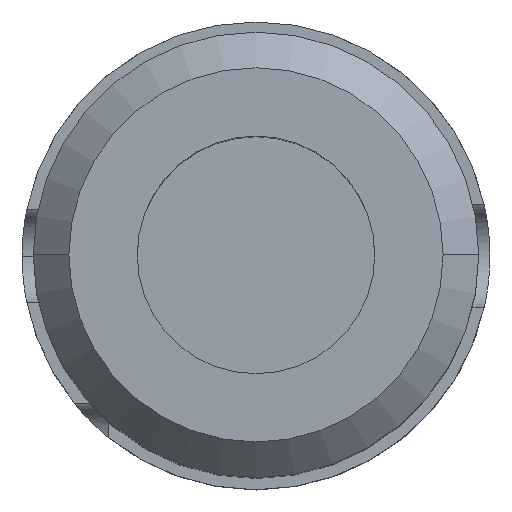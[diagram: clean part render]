
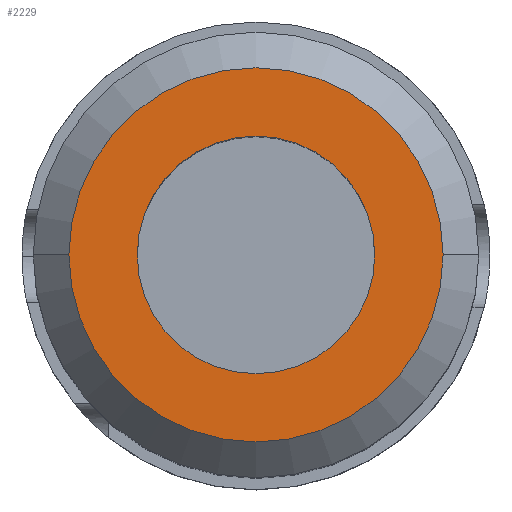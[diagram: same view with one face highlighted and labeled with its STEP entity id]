
A CAD part, top view. The second image highlights one B-rep face of the part: STEP entity #2229.
In plain terms, the highlighted planar face has unit normal (0, 0, 1).
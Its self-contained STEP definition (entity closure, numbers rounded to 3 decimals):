
#403 = DIRECTION ( 'NONE',  ( 0., 0., -1. ) ) ;
#466 = CARTESIAN_POINT ( 'NONE',  ( 0., 40., 152.4 ) ) ;
#592 = DIRECTION ( 'NONE',  ( -1., 0., 0. ) ) ;
#614 = DIRECTION ( 'NONE',  ( 0., 0., -1. ) ) ;
#629 = CIRCLE ( 'NONE', #1188, 25.4 ) ;
#771 = ORIENTED_EDGE ( 'NONE', *, *, #1287, .T. ) ;
#776 = AXIS2_PLACEMENT_3D ( 'NONE', #2757, #403, #592 ) ;
#797 = CARTESIAN_POINT ( 'NONE',  ( 40., 0., 152.4 ) ) ;
#879 = CARTESIAN_POINT ( 'NONE',  ( -40., 0., 152.4 ) ) ;
#1122 = AXIS2_PLACEMENT_3D ( 'NONE', #466, #2598, #1528 ) ;
#1136 = EDGE_CURVE ( 'NONE', #1256, #1932, #629, .T. ) ;
#1150 = CARTESIAN_POINT ( 'NONE',  ( 0., 0., 152.4 ) ) ;
#1175 = ORIENTED_EDGE ( 'NONE', *, *, #1136, .T. ) ;
#1188 = AXIS2_PLACEMENT_3D ( 'NONE', #1864, #614, #1905 ) ;
#1256 = VERTEX_POINT ( 'NONE', #1951 ) ;
#1287 = EDGE_CURVE ( 'NONE', #1932, #1256, #2697, .T. ) ;
#1346 = DIRECTION ( 'NONE',  ( 0., 0., -1. ) ) ;
#1415 = ORIENTED_EDGE ( 'NONE', *, *, #1564, .F. ) ;
#1439 = AXIS2_PLACEMENT_3D ( 'NONE', #2802, #1508, #2593 ) ;
#1471 = EDGE_CURVE ( 'NONE', #2331, #2717, #2624, .T. ) ;
#1508 = DIRECTION ( 'NONE',  ( 0., 0., -1. ) ) ;
#1516 = ORIENTED_EDGE ( 'NONE', *, *, #1471, .F. ) ;
#1528 = DIRECTION ( 'NONE',  ( 1., 0., 0. ) ) ;
#1564 = EDGE_CURVE ( 'NONE', #2717, #2331, #2053, .T. ) ;
#1584 = AXIS2_PLACEMENT_3D ( 'NONE', #1150, #1346, #1975 ) ;
#1759 = PLANE ( 'NONE',  #1122 ) ;
#1864 = CARTESIAN_POINT ( 'NONE',  ( 0., 0., 152.4 ) ) ;
#1905 = DIRECTION ( 'NONE',  ( -1., 0., 0. ) ) ;
#1932 = VERTEX_POINT ( 'NONE', #2466 ) ;
#1951 = CARTESIAN_POINT ( 'NONE',  ( -25.4, 0., 152.4 ) ) ;
#1975 = DIRECTION ( 'NONE',  ( -1., 0., 0. ) ) ;
#2053 = CIRCLE ( 'NONE', #1584, 40. ) ;
#2078 = EDGE_LOOP ( 'NONE', ( #1415, #1516 ) ) ;
#2229 = ADVANCED_FACE ( 'NONE', ( #2575, #2514 ), #1759, .T. ) ;
#2311 = EDGE_LOOP ( 'NONE', ( #1175, #771 ) ) ;
#2331 = VERTEX_POINT ( 'NONE', #797 ) ;
#2466 = CARTESIAN_POINT ( 'NONE',  ( 25.4, 0., 152.4 ) ) ;
#2514 = FACE_OUTER_BOUND ( 'NONE', #2078, .T. ) ;
#2575 = FACE_BOUND ( 'NONE', #2311, .T. ) ;
#2593 = DIRECTION ( 'NONE',  ( -1., 0., 0. ) ) ;
#2598 = DIRECTION ( 'NONE',  ( 0., 0., 1. ) ) ;
#2624 = CIRCLE ( 'NONE', #1439, 40. ) ;
#2697 = CIRCLE ( 'NONE', #776, 25.4 ) ;
#2717 = VERTEX_POINT ( 'NONE', #879 ) ;
#2757 = CARTESIAN_POINT ( 'NONE',  ( 0., 0., 152.4 ) ) ;
#2802 = CARTESIAN_POINT ( 'NONE',  ( 0., 0., 152.4 ) ) ;
